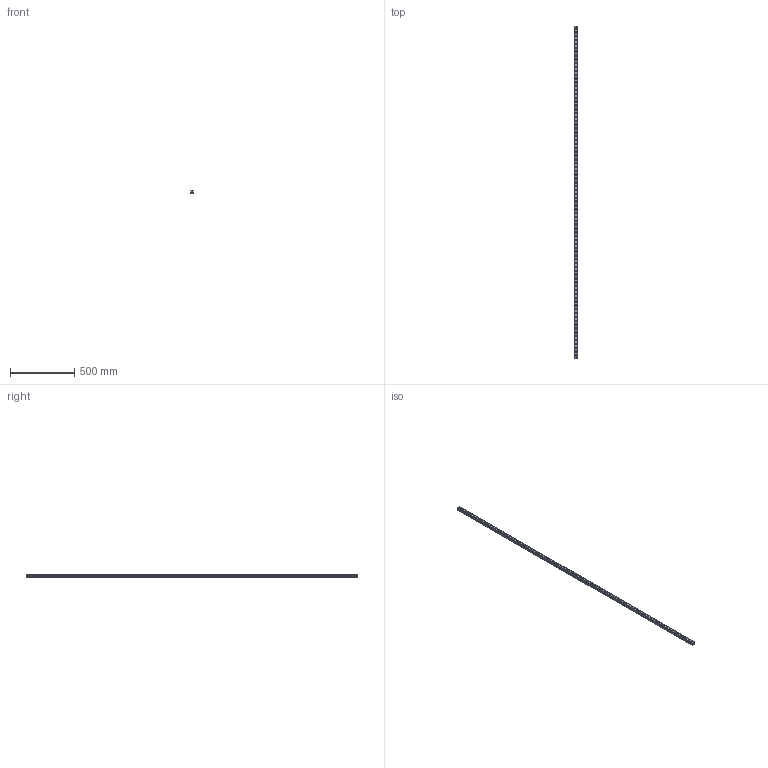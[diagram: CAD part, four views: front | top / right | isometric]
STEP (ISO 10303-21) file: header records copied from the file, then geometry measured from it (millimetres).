
FILE_DESCRIPTION(('STEP AP214'),'1');
FILE_NAME('cctmp_255F9BEA-7A5D-409C-9BAB-EECED8031AA6_2021_03_11_10_12_57_0997..stp','2021-03-11T09:12:58',('HIWIN GmbH'),('CADClick - www.CADClick.com'),'Spatial InterOp 3D',' ','unknown authorization');
FILE_SCHEMA(('AUTOMOTIVE_DESIGN'));
Length unit declared in the file: millimetre
Products named in the file (1): RGR25R2590H_FILE
Bounding box: 23 x 2590 x 23.6 mm (x, y, z)
Volume: 1039080.9 mm3; surface area: 321280.7 mm2
Topology: 1 solids, 1 shells, 891 faces, 1881 edges, 1254 vertices
Faces by surface type: cylinder 534, plane 357
Entity records: 31555 total; most frequent: DIRECTION 4733, CARTESIAN_POINT 4027, ORIENTED_EDGE 3762, AXIS2_PLACEMENT_3D 1960, EDGE_CURVE 1881, VERTEX_POINT 1254, EDGE_LOOP 1153, CIRCLE 1068
